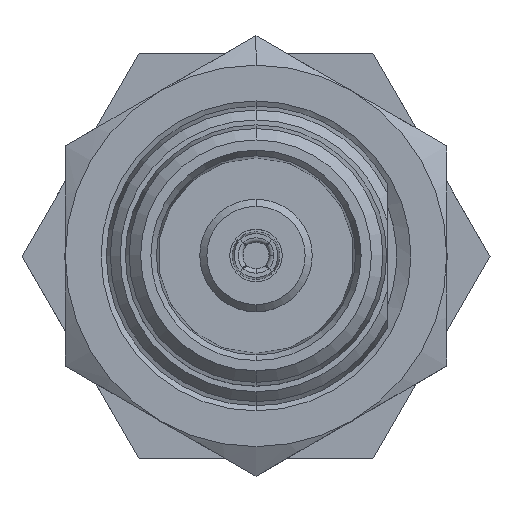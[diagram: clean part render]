
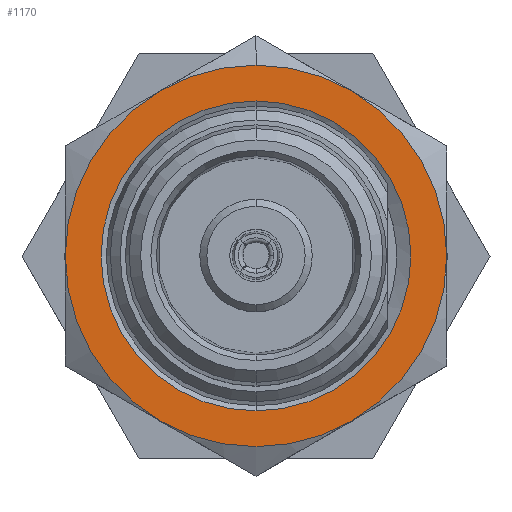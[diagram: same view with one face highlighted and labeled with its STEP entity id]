
A CAD part, top view. The second image highlights one B-rep face of the part: STEP entity #1170.
In plain terms, the highlighted planar face has unit normal (0, 0, 1).
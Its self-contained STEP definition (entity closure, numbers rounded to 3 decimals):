
#114 = CARTESIAN_POINT ( 'NONE',  ( 8., 0., -13.3 ) ) ;
#151 = AXIS2_PLACEMENT_3D ( 'NONE', #222, #4388, #6935 ) ;
#208 = CIRCLE ( 'NONE', #3879, 8. ) ;
#222 = CARTESIAN_POINT ( 'NONE',  ( 0., 0., -13.3 ) ) ;
#247 = EDGE_LOOP ( 'NONE', ( #4548, #3884 ) ) ;
#252 = AXIS2_PLACEMENT_3D ( 'NONE', #10070, #7503, #7543 ) ;
#308 = FACE_OUTER_BOUND ( 'NONE', #2324, .T. ) ;
#349 = DIRECTION ( 'NONE',  ( 0., 0., 1. ) ) ;
#388 = CARTESIAN_POINT ( 'NONE',  ( 0., 0., -13.3 ) ) ;
#428 = DIRECTION ( 'NONE',  ( 0., 0., 1. ) ) ;
#523 = AXIS2_PLACEMENT_3D ( 'NONE', #8854, #3772, #5342 ) ;
#867 = VERTEX_POINT ( 'NONE', #2896 ) ;
#913 = DIRECTION ( 'NONE',  ( 0., 0., -1. ) ) ;
#915 = DIRECTION ( 'NONE',  ( 0., -1., 0. ) ) ;
#1037 = VERTEX_POINT ( 'NONE', #2664 ) ;
#1170 = ADVANCED_FACE ( 'NONE', ( #9632, #308 ), #10054, .F. ) ;
#1175 = AXIS2_PLACEMENT_3D ( 'NONE', #4992, #913, #2430 ) ;
#1361 = DIRECTION ( 'NONE',  ( 0., -1., 0. ) ) ;
#1686 = VERTEX_POINT ( 'NONE', #3045 ) ;
#1955 = CIRCLE ( 'NONE', #523, 8. ) ;
#2074 = EDGE_CURVE ( 'NONE', #7262, #9103, #3696, .T. ) ;
#2205 = DIRECTION ( 'NONE',  ( 0., 0., 1. ) ) ;
#2324 = EDGE_LOOP ( 'NONE', ( #3539, #2371, #4140, #5023, #10225, #8309, #2697 ) ) ;
#2371 = ORIENTED_EDGE ( 'NONE', *, *, #6145, .T. ) ;
#2378 = DIRECTION ( 'NONE',  ( 0., 0., 1. ) ) ;
#2430 = DIRECTION ( 'NONE',  ( 0., 1., 0. ) ) ;
#2432 = EDGE_CURVE ( 'NONE', #8234, #1037, #2706, .T. ) ;
#2463 = CARTESIAN_POINT ( 'NONE',  ( 0., 0., -13.3 ) ) ;
#2664 = CARTESIAN_POINT ( 'NONE',  ( 4., -6.928, -13.3 ) ) ;
#2697 = ORIENTED_EDGE ( 'NONE', *, *, #2432, .T. ) ;
#2706 = CIRCLE ( 'NONE', #252, 8. ) ;
#2846 = CARTESIAN_POINT ( 'NONE',  ( 0., 0., -13.3 ) ) ;
#2850 = DIRECTION ( 'NONE',  ( 0., 0., 1. ) ) ;
#2896 = CARTESIAN_POINT ( 'NONE',  ( -8., 0., -13.3 ) ) ;
#3045 = CARTESIAN_POINT ( 'NONE',  ( 0., 6.5, -13.3 ) ) ;
#3082 = CIRCLE ( 'NONE', #10640, 8. ) ;
#3174 = EDGE_CURVE ( 'NONE', #1686, #7885, #4600, .T. ) ;
#3305 = CIRCLE ( 'NONE', #10547, 8. ) ;
#3354 = CIRCLE ( 'NONE', #151, 6.5 ) ;
#3539 = ORIENTED_EDGE ( 'NONE', *, *, #8943, .T. ) ;
#3696 = CIRCLE ( 'NONE', #3801, 8. ) ;
#3724 = DIRECTION ( 'NONE',  ( 0., -1., 0. ) ) ;
#3772 = DIRECTION ( 'NONE',  ( 0., 0., 1. ) ) ;
#3801 = AXIS2_PLACEMENT_3D ( 'NONE', #6380, #428, #3724 ) ;
#3867 = DIRECTION ( 'NONE',  ( 0., -1., 0. ) ) ;
#3879 = AXIS2_PLACEMENT_3D ( 'NONE', #388, #2850, #4571 ) ;
#3884 = ORIENTED_EDGE ( 'NONE', *, *, #3174, .F. ) ;
#4133 = CARTESIAN_POINT ( 'NONE',  ( -4., 6.928, -13.3 ) ) ;
#4140 = ORIENTED_EDGE ( 'NONE', *, *, #7070, .T. ) ;
#4388 = DIRECTION ( 'NONE',  ( 0., 0., 1. ) ) ;
#4393 = AXIS2_PLACEMENT_3D ( 'NONE', #2463, #2378, #8986 ) ;
#4548 = ORIENTED_EDGE ( 'NONE', *, *, #9334, .F. ) ;
#4571 = DIRECTION ( 'NONE',  ( 0., -1., 0. ) ) ;
#4600 = CIRCLE ( 'NONE', #4393, 6.5 ) ;
#4898 = VERTEX_POINT ( 'NONE', #114 ) ;
#4992 = CARTESIAN_POINT ( 'NONE',  ( 0., 8., -13.3 ) ) ;
#5023 = ORIENTED_EDGE ( 'NONE', *, *, #2074, .T. ) ;
#5123 = CARTESIAN_POINT ( 'NONE',  ( -4., -6.928, -13.3 ) ) ;
#5342 = DIRECTION ( 'NONE',  ( 0., -1., 0. ) ) ;
#5711 = CIRCLE ( 'NONE', #7396, 8. ) ;
#5914 = DIRECTION ( 'NONE',  ( 0., 0., 1. ) ) ;
#5945 = VERTEX_POINT ( 'NONE', #7531 ) ;
#6145 = EDGE_CURVE ( 'NONE', #4898, #5945, #208, .T. ) ;
#6215 = CARTESIAN_POINT ( 'NONE',  ( 0., 0., -13.3 ) ) ;
#6380 = CARTESIAN_POINT ( 'NONE',  ( 0., 0., -13.3 ) ) ;
#6796 = CARTESIAN_POINT ( 'NONE',  ( 0., 0., -13.3 ) ) ;
#6935 = DIRECTION ( 'NONE',  ( 0., -1., 0. ) ) ;
#7070 = EDGE_CURVE ( 'NONE', #5945, #7262, #3305, .T. ) ;
#7226 = CARTESIAN_POINT ( 'NONE',  ( 0., -6.5, -13.3 ) ) ;
#7262 = VERTEX_POINT ( 'NONE', #10842 ) ;
#7396 = AXIS2_PLACEMENT_3D ( 'NONE', #6215, #2205, #3867 ) ;
#7503 = DIRECTION ( 'NONE',  ( 0., 0., 1. ) ) ;
#7531 = CARTESIAN_POINT ( 'NONE',  ( 4., 6.928, -13.3 ) ) ;
#7543 = DIRECTION ( 'NONE',  ( 0., -1., 0. ) ) ;
#7885 = VERTEX_POINT ( 'NONE', #7226 ) ;
#8234 = VERTEX_POINT ( 'NONE', #5123 ) ;
#8309 = ORIENTED_EDGE ( 'NONE', *, *, #9181, .T. ) ;
#8854 = CARTESIAN_POINT ( 'NONE',  ( 0., 0., -13.3 ) ) ;
#8943 = EDGE_CURVE ( 'NONE', #1037, #4898, #1955, .T. ) ;
#8986 = DIRECTION ( 'NONE',  ( 0., -1., 0. ) ) ;
#9103 = VERTEX_POINT ( 'NONE', #4133 ) ;
#9181 = EDGE_CURVE ( 'NONE', #867, #8234, #3082, .T. ) ;
#9334 = EDGE_CURVE ( 'NONE', #7885, #1686, #3354, .T. ) ;
#9428 = EDGE_CURVE ( 'NONE', #9103, #867, #5711, .T. ) ;
#9632 = FACE_BOUND ( 'NONE', #247, .T. ) ;
#10054 = PLANE ( 'NONE',  #1175 ) ;
#10070 = CARTESIAN_POINT ( 'NONE',  ( 0., 0., -13.3 ) ) ;
#10225 = ORIENTED_EDGE ( 'NONE', *, *, #9428, .T. ) ;
#10547 = AXIS2_PLACEMENT_3D ( 'NONE', #2846, #349, #1361 ) ;
#10640 = AXIS2_PLACEMENT_3D ( 'NONE', #6796, #5914, #915 ) ;
#10842 = CARTESIAN_POINT ( 'NONE',  ( 0., 8., -13.3 ) ) ;
